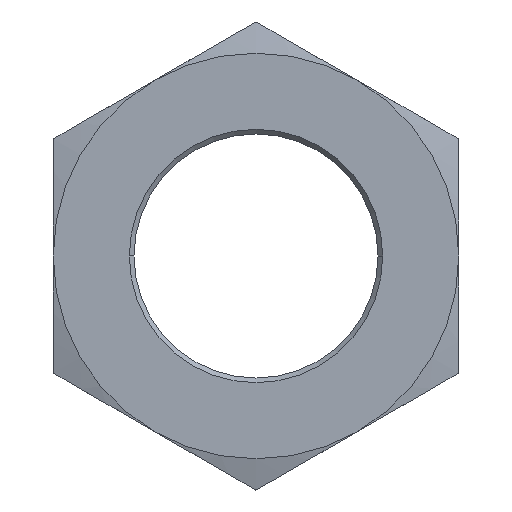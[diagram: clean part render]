
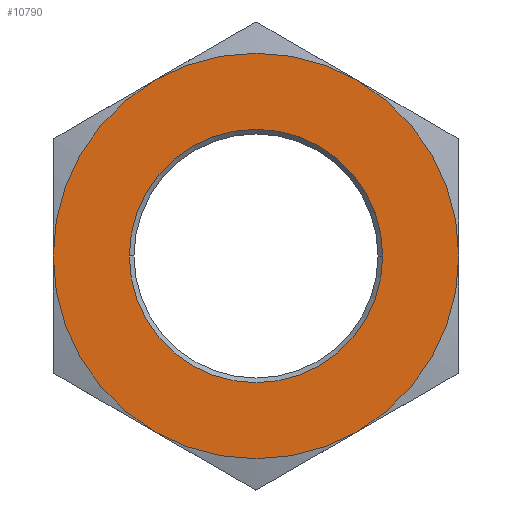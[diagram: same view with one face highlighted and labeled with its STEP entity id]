
A CAD part, front view. The second image highlights one B-rep face of the part: STEP entity #10790.
In plain terms, the highlighted planar face has unit normal (0, -1, 0).
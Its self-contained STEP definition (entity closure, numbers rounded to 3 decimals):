
#58 = DIRECTION ( 'NONE',  ( 0., -1., 0. ) ) ;
#818 = VERTEX_POINT ( 'NONE', #12474 ) ;
#897 = ORIENTED_EDGE ( 'NONE', *, *, #13771, .T. ) ;
#903 = CARTESIAN_POINT ( 'NONE',  ( 30., 0., -51.962 ) ) ;
#1120 = DIRECTION ( 'NONE',  ( 1., 0., 0. ) ) ;
#1124 = AXIS2_PLACEMENT_3D ( 'NONE', #1263, #58, #3547 ) ;
#1263 = CARTESIAN_POINT ( 'NONE',  ( 0., 0., 0. ) ) ;
#1567 = AXIS2_PLACEMENT_3D ( 'NONE', #1874, #8583, #3057 ) ;
#1874 = CARTESIAN_POINT ( 'NONE',  ( 0., 0., 0. ) ) ;
#2048 = ORIENTED_EDGE ( 'NONE', *, *, #2912, .T. ) ;
#2077 = CARTESIAN_POINT ( 'NONE',  ( 0., 0., 0. ) ) ;
#2292 = CARTESIAN_POINT ( 'NONE',  ( -60., 0., 0. ) ) ;
#2415 = EDGE_CURVE ( 'NONE', #10270, #9412, #9925, .T. ) ;
#2476 = CARTESIAN_POINT ( 'NONE',  ( -30., 0., -51.962 ) ) ;
#2544 = CIRCLE ( 'NONE', #1124, 60. ) ;
#2689 = AXIS2_PLACEMENT_3D ( 'NONE', #13164, #14030, #7502 ) ;
#2912 = EDGE_CURVE ( 'NONE', #5513, #10270, #12119, .T. ) ;
#3057 = DIRECTION ( 'NONE',  ( 1., 0., 0. ) ) ;
#3164 = DIRECTION ( 'NONE',  ( 0., 0., 1. ) ) ;
#3430 = CIRCLE ( 'NONE', #1567, 37.477 ) ;
#3547 = DIRECTION ( 'NONE',  ( 1., 0., 0. ) ) ;
#3612 = EDGE_LOOP ( 'NONE', ( #11375, #2048, #11875, #5461, #10101, #897 ) ) ;
#3620 = CARTESIAN_POINT ( 'NONE',  ( 0., 0., 0. ) ) ;
#4239 = ORIENTED_EDGE ( 'NONE', *, *, #10734, .F. ) ;
#4368 = DIRECTION ( 'NONE',  ( 0., -1., 0. ) ) ;
#4378 = CARTESIAN_POINT ( 'NONE',  ( 0., 0., 0. ) ) ;
#4478 = CARTESIAN_POINT ( 'NONE',  ( 0., 0., 0. ) ) ;
#4586 = EDGE_CURVE ( 'NONE', #818, #4817, #9206, .T. ) ;
#4743 = DIRECTION ( 'NONE',  ( 1., 0., 0. ) ) ;
#4772 = CIRCLE ( 'NONE', #10931, 37.477 ) ;
#4817 = VERTEX_POINT ( 'NONE', #5678 ) ;
#5461 = ORIENTED_EDGE ( 'NONE', *, *, #6729, .T. ) ;
#5513 = VERTEX_POINT ( 'NONE', #2476 ) ;
#5678 = CARTESIAN_POINT ( 'NONE',  ( -30., 0., 51.962 ) ) ;
#6516 = DIRECTION ( 'NONE',  ( 1., 0., 0. ) ) ;
#6685 = CIRCLE ( 'NONE', #2689, 60. ) ;
#6688 = DIRECTION ( 'NONE',  ( 1., 0., 0. ) ) ;
#6729 = EDGE_CURVE ( 'NONE', #9412, #818, #7429, .T. ) ;
#6833 = FACE_BOUND ( 'NONE', #9310, .T. ) ;
#6957 = DIRECTION ( 'NONE',  ( 0., -1., 0. ) ) ;
#7205 = VERTEX_POINT ( 'NONE', #10364 ) ;
#7361 = VERTEX_POINT ( 'NONE', #2292 ) ;
#7365 = FACE_OUTER_BOUND ( 'NONE', #3612, .T. ) ;
#7429 = CIRCLE ( 'NONE', #13379, 60. ) ;
#7502 = DIRECTION ( 'NONE',  ( 1., 0., 0. ) ) ;
#7638 = EDGE_CURVE ( 'NONE', #7361, #5513, #2544, .T. ) ;
#7665 = PLANE ( 'NONE',  #13150 ) ;
#8048 = DIRECTION ( 'NONE',  ( 0., -1., 0. ) ) ;
#8100 = CARTESIAN_POINT ( 'NONE',  ( 0., 0., 0. ) ) ;
#8118 = AXIS2_PLACEMENT_3D ( 'NONE', #3620, #6957, #4743 ) ;
#8583 = DIRECTION ( 'NONE',  ( 0., -1., 0. ) ) ;
#8747 = CARTESIAN_POINT ( 'NONE',  ( 37.477, 0., 0. ) ) ;
#8874 = ORIENTED_EDGE ( 'NONE', *, *, #12424, .F. ) ;
#9098 = AXIS2_PLACEMENT_3D ( 'NONE', #8100, #8048, #10208 ) ;
#9135 = CARTESIAN_POINT ( 'NONE',  ( 60., 0., 0. ) ) ;
#9206 = CIRCLE ( 'NONE', #8118, 60. ) ;
#9310 = EDGE_LOOP ( 'NONE', ( #8874, #4239 ) ) ;
#9412 = VERTEX_POINT ( 'NONE', #9135 ) ;
#9925 = CIRCLE ( 'NONE', #11349, 60. ) ;
#10101 = ORIENTED_EDGE ( 'NONE', *, *, #4586, .T. ) ;
#10208 = DIRECTION ( 'NONE',  ( 1., 0., 0. ) ) ;
#10270 = VERTEX_POINT ( 'NONE', #903 ) ;
#10364 = CARTESIAN_POINT ( 'NONE',  ( -37.477, 0., 0. ) ) ;
#10734 = EDGE_CURVE ( 'NONE', #7205, #13797, #4772, .T. ) ;
#10790 = ADVANCED_FACE ( 'NONE', ( #7365, #6833 ), #7665, .F. ) ;
#10931 = AXIS2_PLACEMENT_3D ( 'NONE', #4378, #10981, #1120 ) ;
#10981 = DIRECTION ( 'NONE',  ( 0., -1., 0. ) ) ;
#11349 = AXIS2_PLACEMENT_3D ( 'NONE', #4478, #13243, #6516 ) ;
#11375 = ORIENTED_EDGE ( 'NONE', *, *, #7638, .T. ) ;
#11875 = ORIENTED_EDGE ( 'NONE', *, *, #2415, .T. ) ;
#12119 = CIRCLE ( 'NONE', #9098, 60. ) ;
#12424 = EDGE_CURVE ( 'NONE', #13797, #7205, #3430, .T. ) ;
#12474 = CARTESIAN_POINT ( 'NONE',  ( 30., 0., 51.962 ) ) ;
#13146 = DIRECTION ( 'NONE',  ( 0., 1., 0. ) ) ;
#13150 = AXIS2_PLACEMENT_3D ( 'NONE', #2077, #13146, #3164 ) ;
#13164 = CARTESIAN_POINT ( 'NONE',  ( 0., 0., 0. ) ) ;
#13243 = DIRECTION ( 'NONE',  ( 0., -1., 0. ) ) ;
#13318 = CARTESIAN_POINT ( 'NONE',  ( 0., 0., 0. ) ) ;
#13379 = AXIS2_PLACEMENT_3D ( 'NONE', #13318, #4368, #6688 ) ;
#13771 = EDGE_CURVE ( 'NONE', #4817, #7361, #6685, .T. ) ;
#13797 = VERTEX_POINT ( 'NONE', #8747 ) ;
#14030 = DIRECTION ( 'NONE',  ( 0., -1., 0. ) ) ;
